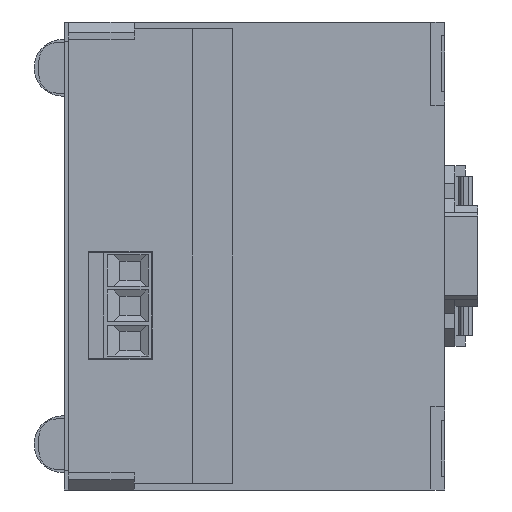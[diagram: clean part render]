
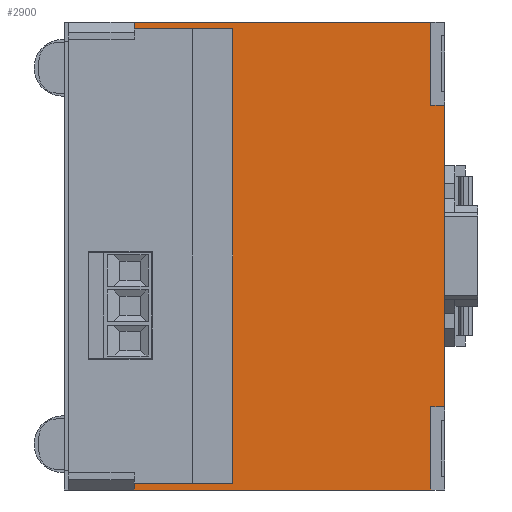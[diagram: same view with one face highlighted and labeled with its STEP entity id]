
A CAD part, left-side view. The second image highlights one B-rep face of the part: STEP entity #2900.
In plain terms, the highlighted face is planar.
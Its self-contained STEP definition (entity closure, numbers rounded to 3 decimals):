
#1590=CARTESIAN_POINT('',(-42.5,3.,1.));
#1600=DIRECTION('',(-0.,0.,1.));
#1610=DIRECTION('',(0.,-1.,0.));
#1620=AXIS2_PLACEMENT_3D('',#1590,#1600,#1610);
#1630=PLANE('',#1620);
#1640=CARTESIAN_POINT('',(90.5,0.,1.));
#1650=DIRECTION('',(0.,1.,0.));
#1660=VECTOR('',#1650,1.);
#1670=LINE('',#1640,#1660);
#1680=CARTESIAN_POINT('',(90.5,60.15,1.));
#1690=VERTEX_POINT('',#1680);
#1700=CARTESIAN_POINT('',(90.5,88.5,1.));
#1710=VERTEX_POINT('',#1700);
#1720=EDGE_CURVE('',#1690,#1710,#1670,.T.);
#1730=ORIENTED_EDGE('',*,*,#1720,.F.);
#1740=CARTESIAN_POINT('',(50.,88.5,1.));
#1750=DIRECTION('',(-1.,0.,0.));
#1760=VECTOR('',#1750,1.);
#1770=LINE('',#1740,#1760);
#1780=CARTESIAN_POINT('',(91.914,88.5,1.));
#1790=VERTEX_POINT('',#1780);
#1800=EDGE_CURVE('',#1790,#1710,#1770,.T.);
#1810=ORIENTED_EDGE('',*,*,#1800,.T.);
#1820=CARTESIAN_POINT('',(50.,88.5,1.));
#1830=DIRECTION('',(1.,0.,0.));
#1840=VECTOR('',#1830,1.);
#1850=LINE('',#1820,#1840);
#1860=CARTESIAN_POINT('',(92.5,88.5,1.));
#1870=VERTEX_POINT('',#1860);
#1880=EDGE_CURVE('',#1790,#1870,#1850,.T.);
#1890=ORIENTED_EDGE('',*,*,#1880,.F.);
#1900=CARTESIAN_POINT('',(92.5,0.,1.));
#1910=DIRECTION('',(0.,-1.,0.));
#1920=VECTOR('',#1910,1.);
#1930=LINE('',#1900,#1920);
#1940=CARTESIAN_POINT('',(92.5,3.,1.));
#1950=VERTEX_POINT('',#1940);
#1960=EDGE_CURVE('',#1870,#1950,#1930,.T.);
#1970=ORIENTED_EDGE('',*,*,#1960,.F.);
#1980=CARTESIAN_POINT('',(50.,3.,1.));
#1990=DIRECTION('',(1.,0.,0.));
#2000=VECTOR('',#1990,1.);
#2010=LINE('',#1980,#2000);
#2020=CARTESIAN_POINT('',(68.5,3.,1.));
#2030=VERTEX_POINT('',#2020);
#2040=EDGE_CURVE('',#2030,#1950,#2010,.T.);
#2050=ORIENTED_EDGE('',*,*,#2040,.T.);
#2060=CARTESIAN_POINT('',(68.5,0.,1.));
#2070=DIRECTION('',(0.,-1.,0.));
#2080=VECTOR('',#2070,1.);
#2090=LINE('',#2060,#2080);
#2100=CARTESIAN_POINT('',(68.5,-1.,1.));
#2110=VERTEX_POINT('',#2100);
#2120=EDGE_CURVE('',#2030,#2110,#2090,.T.);
#2130=ORIENTED_EDGE('',*,*,#2120,.F.);
#2140=CARTESIAN_POINT('',(0.,-1.,1.));
#2150=DIRECTION('',(-1.,0.,0.));
#2160=VECTOR('',#2150,1.);
#2170=LINE('',#2140,#2160);
#2180=CARTESIAN_POINT('',(37.5,-1.,1.));
#2190=VERTEX_POINT('',#2180);
#2200=EDGE_CURVE('',#2110,#2190,#2170,.T.);
#2210=ORIENTED_EDGE('',*,*,#2200,.F.);
#2220=CARTESIAN_POINT('',(0.,-1.,1.));
#2230=DIRECTION('',(-1.,0.,0.));
#2240=VECTOR('',#2230,1.);
#2250=LINE('',#2220,#2240);
#2260=CARTESIAN_POINT('',(12.5,-1.,1.));
#2270=VERTEX_POINT('',#2260);
#2280=EDGE_CURVE('',#2190,#2270,#2250,.T.);
#2290=ORIENTED_EDGE('',*,*,#2280,.F.);
#2300=CARTESIAN_POINT('',(-18.5,-1.,1.));
#2310=VERTEX_POINT('',#2300);
#2320=EDGE_CURVE('',#2270,#2310,#2170,.T.);
#2330=ORIENTED_EDGE('',*,*,#2320,.F.);
#2340=CARTESIAN_POINT('',(-18.5,0.,1.));
#2350=DIRECTION('',(0.,1.,0.));
#2360=VECTOR('',#2350,1.);
#2370=LINE('',#2340,#2360);
#2380=CARTESIAN_POINT('',(-18.5,3.,1.));
#2390=VERTEX_POINT('',#2380);
#2400=EDGE_CURVE('',#2310,#2390,#2370,.T.);
#2410=ORIENTED_EDGE('',*,*,#2400,.F.);
#2420=CARTESIAN_POINT('',(0.,3.,1.));
#2430=DIRECTION('',(1.,0.,0.));
#2440=VECTOR('',#2430,1.);
#2450=LINE('',#2420,#2440);
#2460=CARTESIAN_POINT('',(-42.5,3.,1.));
#2470=VERTEX_POINT('',#2460);
#2480=EDGE_CURVE('',#2470,#2390,#2450,.T.);
#2490=ORIENTED_EDGE('',*,*,#2480,.T.);
#2500=CARTESIAN_POINT('',(-42.5,0.,1.));
#2510=DIRECTION('',(0.,1.,0.));
#2520=VECTOR('',#2510,1.);
#2530=LINE('',#2500,#2520);
#2540=CARTESIAN_POINT('',(-42.5,88.5,1.));
#2550=VERTEX_POINT('',#2540);
#2560=EDGE_CURVE('',#2470,#2550,#2530,.T.);
#2570=ORIENTED_EDGE('',*,*,#2560,.F.);
#2580=CARTESIAN_POINT('',(0.,88.5,1.));
#2590=DIRECTION('',(1.,0.,0.));
#2600=VECTOR('',#2590,1.);
#2610=LINE('',#2580,#2600);
#2620=CARTESIAN_POINT('',(-41.914,88.5,1.));
#2630=VERTEX_POINT('',#2620);
#2640=EDGE_CURVE('',#2550,#2630,#2610,.T.);
#2650=ORIENTED_EDGE('',*,*,#2640,.F.);
#2660=CARTESIAN_POINT('',(0.,88.5,1.));
#2670=DIRECTION('',(-1.,0.,0.));
#2680=VECTOR('',#2670,1.);
#2690=LINE('',#2660,#2680);
#2700=CARTESIAN_POINT('',(-40.5,88.5,1.));
#2710=VERTEX_POINT('',#2700);
#2720=EDGE_CURVE('',#2710,#2630,#2690,.T.);
#2730=ORIENTED_EDGE('',*,*,#2720,.T.);
#2740=CARTESIAN_POINT('',(-40.5,0.,1.));
#2750=DIRECTION('',(0.,-1.,0.));
#2760=VECTOR('',#2750,1.);
#2770=LINE('',#2740,#2760);
#2780=CARTESIAN_POINT('',(-40.5,60.15,1.));
#2790=VERTEX_POINT('',#2780);
#2800=EDGE_CURVE('',#2710,#2790,#2770,.T.);
#2810=ORIENTED_EDGE('',*,*,#2800,.F.);
#2820=CARTESIAN_POINT('',(0.,60.15,1.));
#2830=DIRECTION('',(1.,0.,0.));
#2840=VECTOR('',#2830,1.);
#2850=LINE('',#2820,#2840);
#2860=EDGE_CURVE('',#2790,#1690,#2850,.T.);
#2870=ORIENTED_EDGE('',*,*,#2860,.F.);
#2880=EDGE_LOOP('',(#2870,#2810,#2730,#2650,#2570,#2490,#2410,#2330,
#2290,#2210,#2130,#2050,#1970,#1890,#1810,#1730));
#2890=FACE_OUTER_BOUND('',#2880,.T.);
#2900=ADVANCED_FACE('',(#2890),#1630,.T.);
